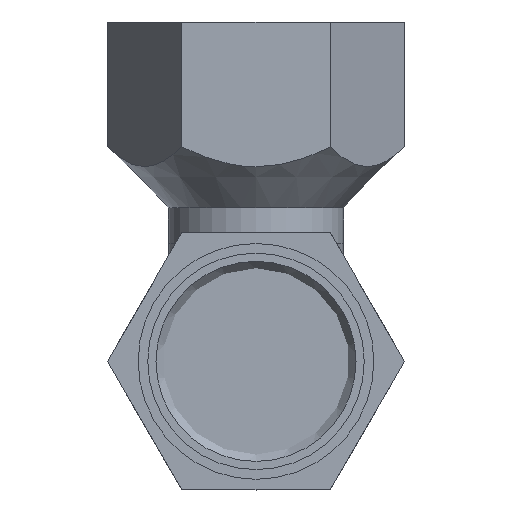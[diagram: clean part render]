
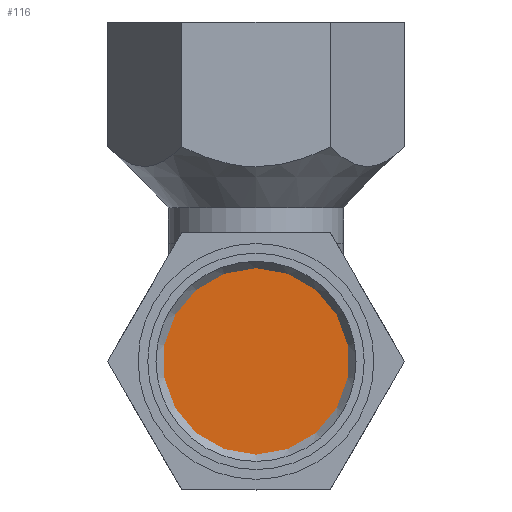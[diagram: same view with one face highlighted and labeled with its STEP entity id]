
A CAD part, front view. The second image highlights one B-rep face of the part: STEP entity #116.
In plain terms, the highlighted planar face has unit normal (0, -1, 0).
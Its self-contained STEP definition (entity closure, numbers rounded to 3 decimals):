
#116 = ADVANCED_FACE( '', ( #243 ), #244, .F. );
#243 = FACE_OUTER_BOUND( '', #361, .T. );
#244 = PLANE( '', #362 );
#361 = EDGE_LOOP( '', ( #554 ) );
#362 = AXIS2_PLACEMENT_3D( '', #555, #556, #557 );
#554 = ORIENTED_EDGE( '', *, *, #566, .F. );
#555 = CARTESIAN_POINT( '', ( 0., 22.2, 0. ) );
#556 = DIRECTION( '', ( 0., 1., 0. ) );
#557 = DIRECTION( '', ( 0., 0., 1. ) );
#566 = EDGE_CURVE( '', #636, #636, #637, .T. );
#636 = VERTEX_POINT( '', #734 );
#637 = CIRCLE( '', #735, 14. );
#734 = CARTESIAN_POINT( '', ( 14., 22.2, 0. ) );
#735 = AXIS2_PLACEMENT_3D( '', #1025, #1026, #1027 );
#1025 = CARTESIAN_POINT( '', ( 0., 22.2, 0. ) );
#1026 = DIRECTION( '', ( 0., 1., 0. ) );
#1027 = DIRECTION( '', ( 1., 0., 0. ) );
